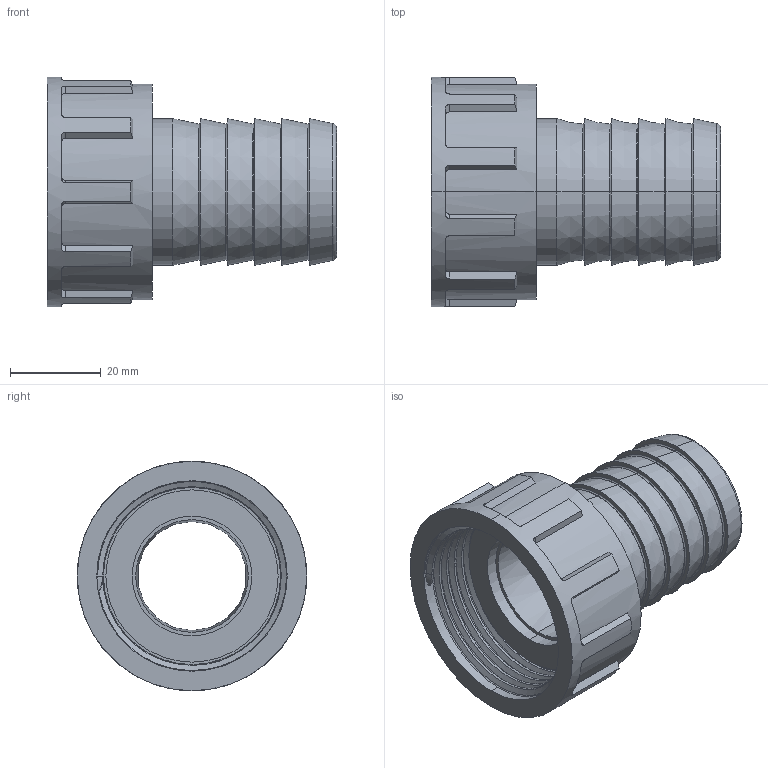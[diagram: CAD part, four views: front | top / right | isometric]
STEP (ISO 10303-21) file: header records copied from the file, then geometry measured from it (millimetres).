
FILE_DESCRIPTION (( 'STEP AP203' ), '1' );
FILE_NAME ('00120_0932.STEP', '2017-05-10T13:55:24', ( '' ), ( '' ), 'SwSTEP 2.0', 'SolidWorks 2011', '' );
FILE_SCHEMA (( 'CONFIG_CONTROL_DESIGN' ));
Length unit declared in the file: millimetre
Products named in the file (4): 00120_0932; 00125_0909; 00122_0909; 00123_0932
Assembly tree (3 placements, depth 2):
  00120_0932
    00123_0932
    00122_0909
    00125_0909
Bounding box: 63.6 x 50.5 x 50.5 mm (x, y, z)
Volume: 32480.1 mm3; surface area: 22589.2 mm2
Topology: 3 solids, 3 shells, 150 faces, 383 edges, 246 vertices
Faces by surface type: cylinder 50, plane 44, cone 26, torus 25, bspline 5
Entity records: 8703 total; most frequent: CARTESIAN_POINT 4785, ORIENTED_EDGE 766, DIRECTION 725, EDGE_CURVE 383, AXIS2_PLACEMENT_3D 299, VERTEX_POINT 246, EDGE_LOOP 163, FACE_OUTER_BOUND 150
